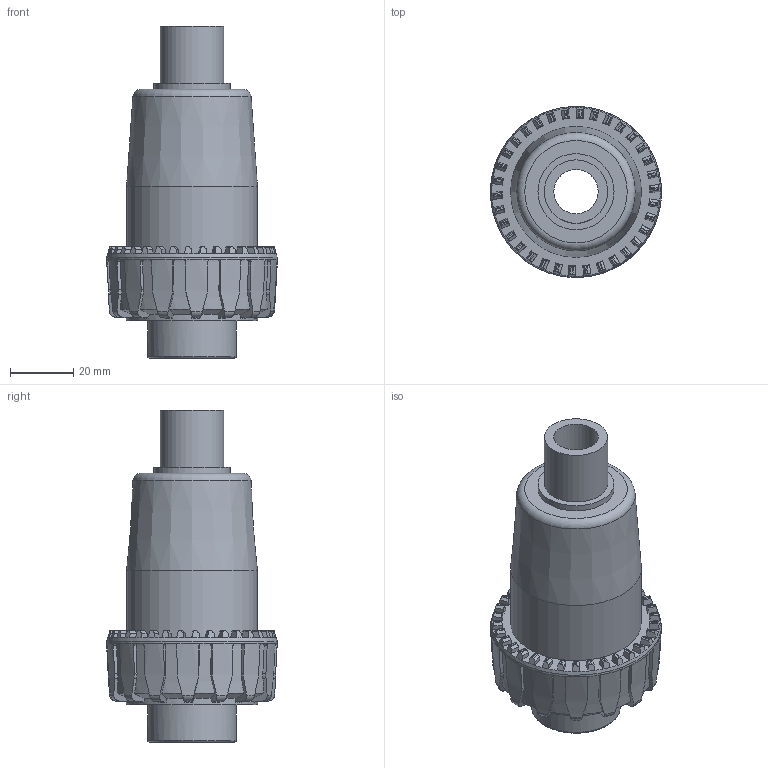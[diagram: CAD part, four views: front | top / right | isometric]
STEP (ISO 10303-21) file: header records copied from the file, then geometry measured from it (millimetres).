
FILE_DESCRIPTION(/* description */ (''),/* implementation_level */ '2;1');
FILE_NAME(/* name */ 'SRIM020E.iam.stp',/* time_stamp */ '2016-02-16T17:00:51+01:00',/* author */ ('bfaro'),/* organization */ (''),/* preprocessor_version */ 'ST-DEVELOPER v16.1',/* originating_system */ 'Autodesk Inventor 2016',/* authorisation */ '');
FILE_SCHEMA (('AUTOMOTIVE_DESIGN { 1 0 10303 214 3 1 1 }'));
Length unit declared in the file: millimetre
Products named in the file (4): cassa VA-VZ 20; ENDIV020; NTVKD020V; SRIM020E
Assembly tree (3 placements, depth 2):
  SRIM020E
    cassa VA-VZ 20
    ENDIV020
    NTVKD020V
Bounding box: 53.9 x 53.9 x 104.7 mm (x, y, z)
Volume: 83064.5 mm3; surface area: 31676 mm2
Topology: 3 solids, 3 shells, 562 faces, 1545 edges, 996 vertices
Faces by surface type: plane 256, cylinder 148, cone 132, torus 26
Full cylindrical faces by diameter (mm): 14 x1, 14.5 x1, 20 x2, 24 x1, 25 x1, 28 x1, 36.6 x1, 37.8 x1, 41.1 x1, 41.266 x1, 53.9 x1
Entity records: 19754 total; most frequent: CARTESIAN_POINT 5879, ORIENTED_EDGE 3042, DIRECTION 2814, EDGE_CURVE 1521, AXIS2_PLACEMENT_3D 1120, VERTEX_POINT 991, EDGE_LOOP 594, LINE 574
